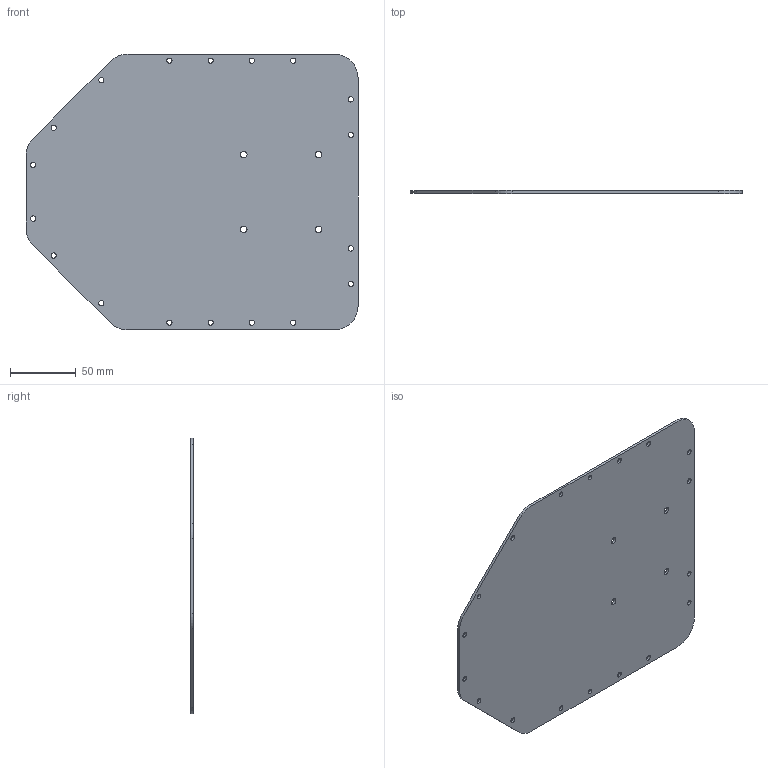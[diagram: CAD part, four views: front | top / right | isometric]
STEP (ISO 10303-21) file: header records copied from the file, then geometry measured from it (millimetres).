
FILE_DESCRIPTION (( 'STEP AP203' ), '1' );
FILE_NAME ('Top baffle.STEP', '2024-05-10T01:36:51', ( '' ), ( '' ), 'SwSTEP 2.0', 'SolidWorks 2024', '' );
FILE_SCHEMA (( 'CONFIG_CONTROL_DESIGN' ));
Length unit declared in the file: millimetre
Products named in the file (1): Top baffle
Bounding box: 252.79 x 2 x 210.01 mm (x, y, z)
Volume: 95471 mm3; surface area: 97699.7 mm2
Topology: 1 solids, 1 shells, 59 faces, 171 edges, 114 vertices
Faces by surface type: cylinder 51, plane 8
Entity records: 2172 total; most frequent: DIRECTION 393, CARTESIAN_POINT 345, ORIENTED_EDGE 342, EDGE_CURVE 171, AXIS2_PLACEMENT_3D 162, VERTEX_POINT 114, EDGE_LOOP 103, CIRCLE 102
